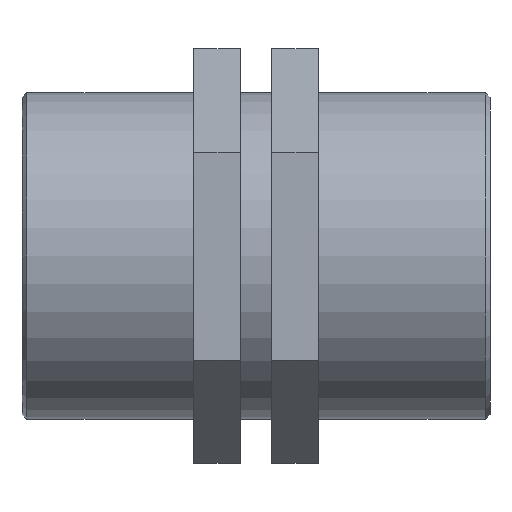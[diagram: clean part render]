
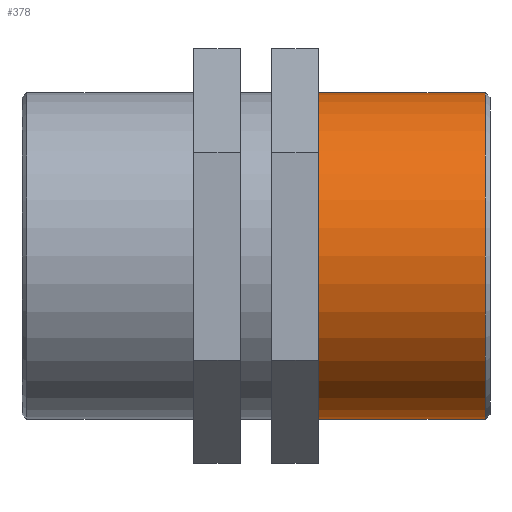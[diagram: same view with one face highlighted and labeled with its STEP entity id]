
A CAD part, front view. The second image highlights one B-rep face of the part: STEP entity #378.
In plain terms, the highlighted cylindrical face has radius 20.955 mm (diameter 41.91 mm), a full revolution.
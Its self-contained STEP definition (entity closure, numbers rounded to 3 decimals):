
#15=CYLINDRICAL_SURFACE('',#406,20.955);
#20=FACE_BOUND('',#82,.T.);
#31=CIRCLE('',#404,20.955);
#33=CIRCLE('',#407,20.955);
#56=FACE_OUTER_BOUND('',#81,.T.);
#81=EDGE_LOOP('',(#305));
#82=EDGE_LOOP('',(#306));
#199=VERTEX_POINT('',#605);
#201=VERTEX_POINT('',#610);
#245=EDGE_CURVE('',#199,#199,#31,.T.);
#247=EDGE_CURVE('',#201,#201,#33,.T.);
#305=ORIENTED_EDGE('',*,*,#247,.T.);
#306=ORIENTED_EDGE('',*,*,#245,.F.);
#378=ADVANCED_FACE('',(#56,#20),#15,.T.);
#404=AXIS2_PLACEMENT_3D('',#606,#489,#490);
#406=AXIS2_PLACEMENT_3D('',#609,#493,#494);
#407=AXIS2_PLACEMENT_3D('',#611,#495,#496);
#489=DIRECTION('center_axis',(1.,0.,0.));
#490=DIRECTION('ref_axis',(0.,-1.,0.));
#493=DIRECTION('center_axis',(1.,0.,0.));
#494=DIRECTION('ref_axis',(0.,1.,0.));
#495=DIRECTION('center_axis',(1.,0.,0.));
#496=DIRECTION('ref_axis',(0.,0.,-1.));
#605=CARTESIAN_POINT('',(29.4,20.955,0.));
#606=CARTESIAN_POINT('Origin',(29.4,0.,0.));
#609=CARTESIAN_POINT('Origin',(19.,0.,0.));
#610=CARTESIAN_POINT('',(8.,20.955,0.));
#611=CARTESIAN_POINT('Origin',(8.,0.,0.));
